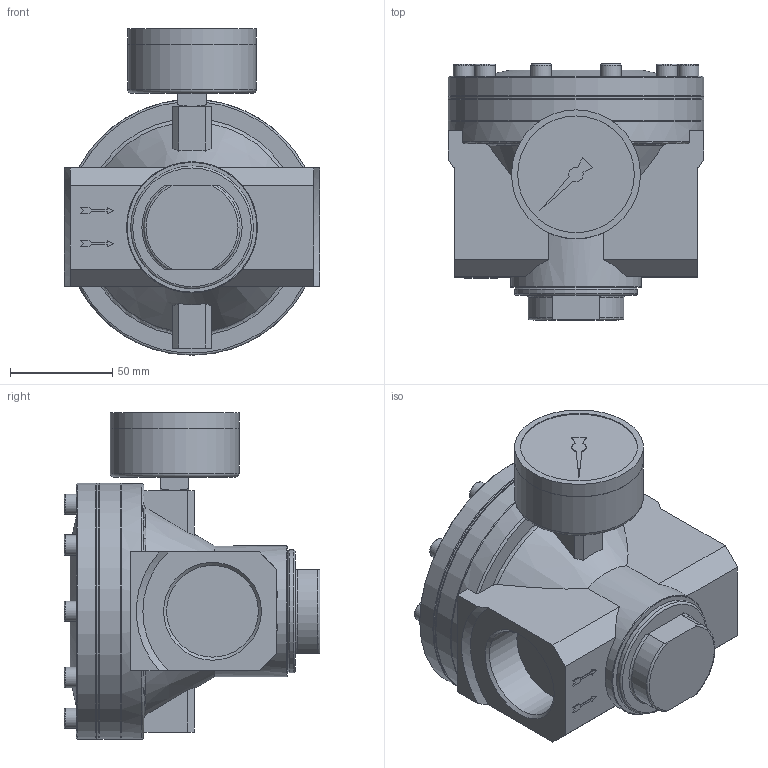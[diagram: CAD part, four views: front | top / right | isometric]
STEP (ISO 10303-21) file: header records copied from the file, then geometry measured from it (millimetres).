
FILE_DESCRIPTION( ( 'STEP AP203' ), ' ' );
FILE_NAME( '9.1577.00.101.0.stp', '2017-04-13T07:25:06', ( '' ), ( '' ), ' ', 'PARTsolutions', ' ' );
FILE_SCHEMA( ( 'CONFIG_CONTROL_DESIGN' ) );
Length unit declared in the file: millimetre
Products named in the file (3): 9.1577.00.101.0; _637.305(01)-1; _637.305-2
Assembly tree (2 placements, depth 2):
  9.1577.00.101.0
    _637.305(01)-1
    _637.305-2
Bounding box: 125 x 125 x 159.5 mm (x, y, z)
Volume: 1006256.3 mm3; surface area: 86754.3 mm2
Topology: 2 solids, 2 shells, 249 faces, 592 edges, 387 vertices
Faces by surface type: plane 177, cylinder 30, torus 25, cone 17
Full cylindrical faces by diameter (mm): 10 x10, 11.445 x3, 13.157 x1, 44.845 x2, 57 x1, 60 x1, 62.96 x1, 63 x2, 64 x1, 125 x4
Entity records: 7141 total; most frequent: CARTESIAN_POINT 1481, DIRECTION 1123, ORIENTED_EDGE 1060, EDGE_CURVE 530, VERTEX_POINT 379, AXIS2_PLACEMENT_3D 377, LINE 369, VECTOR 369
